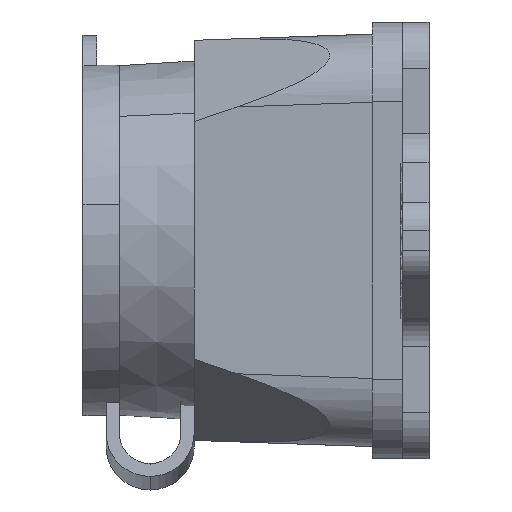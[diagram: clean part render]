
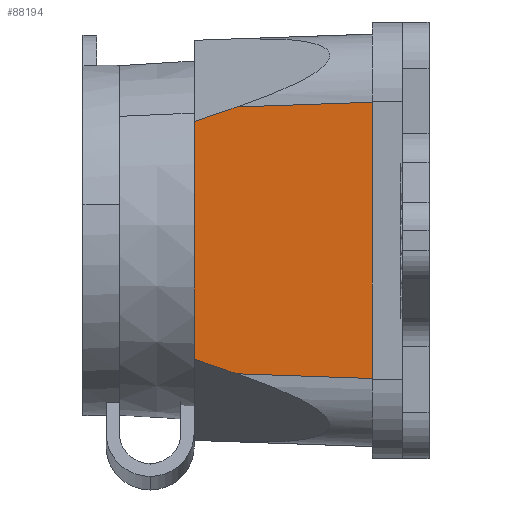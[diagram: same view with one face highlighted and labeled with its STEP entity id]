
A CAD part, left-side view. The second image highlights one B-rep face of the part: STEP entity #88194.
In plain terms, the highlighted planar face has unit normal (-0.999, 0.035, 0).
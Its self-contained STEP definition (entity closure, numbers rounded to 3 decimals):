
#1280 = CARTESIAN_POINT ( 'NONE',  ( -117.761, 21.796, 22.613 ) ) ;
#3606 = CARTESIAN_POINT ( 'NONE',  ( -118.336, 5.326, 20.993 ) ) ;
#4422 = LINE ( 'NONE', #62233, #94943 ) ;
#5057 = VECTOR ( 'NONE', #69673, 1000. ) ;
#5656 = LINE ( 'NONE', #3606, #93485 ) ;
#5823 = LINE ( 'NONE', #14512, #71014 ) ;
#7539 = DIRECTION ( 'NONE',  ( -0.035, -0.999, 0. ) ) ;
#10012 = VECTOR ( 'NONE', #53828, 1000. ) ;
#11294 = DIRECTION ( 'NONE',  ( -0.035, -0.999, -0.035 ) ) ;
#12373 = VERTEX_POINT ( 'NONE', #47072 ) ;
#14512 = CARTESIAN_POINT ( 'NONE',  ( -118.427, 2.732, -29.084 ) ) ;
#17391 = LINE ( 'NONE', #22150, #65294 ) ;
#17671 = FACE_OUTER_BOUND ( 'NONE', #25169, .T. ) ;
#20616 = ORIENTED_EDGE ( 'NONE', *, *, #86111, .T. ) ;
#21012 = VERTEX_POINT ( 'NONE', #57502 ) ;
#22150 = CARTESIAN_POINT ( 'NONE',  ( -117.283, 35.5, -31.35 ) ) ;
#23130 = EDGE_CURVE ( 'NONE', #92457, #12373, #5823, .T. ) ;
#25169 = EDGE_LOOP ( 'NONE', ( #41978, #71219, #20616, #30437, #93456, #62261 ) ) ;
#27662 = LINE ( 'NONE', #1280, #5057 ) ;
#30437 = ORIENTED_EDGE ( 'NONE', *, *, #67458, .F. ) ;
#41345 = CARTESIAN_POINT ( 'NONE',  ( -118.4, 3.5, -31.35 ) ) ;
#41978 = ORIENTED_EDGE ( 'NONE', *, *, #102940, .T. ) ;
#47072 = CARTESIAN_POINT ( 'NONE',  ( -117.509, 29.006, -20.166 ) ) ;
#47753 = CARTESIAN_POINT ( 'NONE',  ( -117.283, 35.5, -17.961 ) ) ;
#47966 = DIRECTION ( 'NONE',  ( -0.033, -0.946, -0.321 ) ) ;
#53828 = DIRECTION ( 'NONE',  ( 0., 0., 1. ) ) ;
#57502 = CARTESIAN_POINT ( 'NONE',  ( -117.283, 35.5, 17.961 ) ) ;
#58105 = PLANE ( 'NONE',  #91664 ) ;
#58476 = DIRECTION ( 'NONE',  ( -0.999, 0.035, 0. ) ) ;
#62233 = CARTESIAN_POINT ( 'NONE',  ( -118.413, 3.141, -21.069 ) ) ;
#62261 = ORIENTED_EDGE ( 'NONE', *, *, #23130, .T. ) ;
#65294 = VECTOR ( 'NONE', #81646, 1000. ) ;
#67458 = EDGE_CURVE ( 'NONE', #21012, #89590, #27662, .T. ) ;
#69673 = DIRECTION ( 'NONE',  ( -0.033, -0.946, 0.321 ) ) ;
#71014 = VECTOR ( 'NONE', #47966, 1000. ) ;
#71219 = ORIENTED_EDGE ( 'NONE', *, *, #75676, .T. ) ;
#72589 = LINE ( 'NONE', #104846, #10012 ) ;
#75676 = EDGE_CURVE ( 'NONE', #78083, #101109, #72589, .T. ) ;
#78083 = VERTEX_POINT ( 'NONE', #92286 ) ;
#80465 = CARTESIAN_POINT ( 'NONE',  ( -117.509, 29.006, 20.166 ) ) ;
#81646 = DIRECTION ( 'NONE',  ( 0., 0., 1. ) ) ;
#86111 = EDGE_CURVE ( 'NONE', #101109, #89590, #5656, .T. ) ;
#88194 = ADVANCED_FACE ( 'NONE', ( #17671 ), #58105, .T. ) ;
#89590 = VERTEX_POINT ( 'NONE', #80465 ) ;
#91664 = AXIS2_PLACEMENT_3D ( 'NONE', #41345, #58476, #7539 ) ;
#92286 = CARTESIAN_POINT ( 'NONE',  ( -118.222, 8.6, -20.878 ) ) ;
#92457 = VERTEX_POINT ( 'NONE', #47753 ) ;
#93456 = ORIENTED_EDGE ( 'NONE', *, *, #96178, .F. ) ;
#93485 = VECTOR ( 'NONE', #105896, 1000. ) ;
#94943 = VECTOR ( 'NONE', #11294, 1000. ) ;
#96178 = EDGE_CURVE ( 'NONE', #92457, #21012, #17391, .T. ) ;
#101109 = VERTEX_POINT ( 'NONE', #109683 ) ;
#102940 = EDGE_CURVE ( 'NONE', #12373, #78083, #4422, .T. ) ;
#104846 = CARTESIAN_POINT ( 'NONE',  ( -118.222, 8.6, -31.35 ) ) ;
#105896 = DIRECTION ( 'NONE',  ( 0.035, 0.999, -0.035 ) ) ;
#109683 = CARTESIAN_POINT ( 'NONE',  ( -118.222, 8.6, 20.878 ) ) ;
